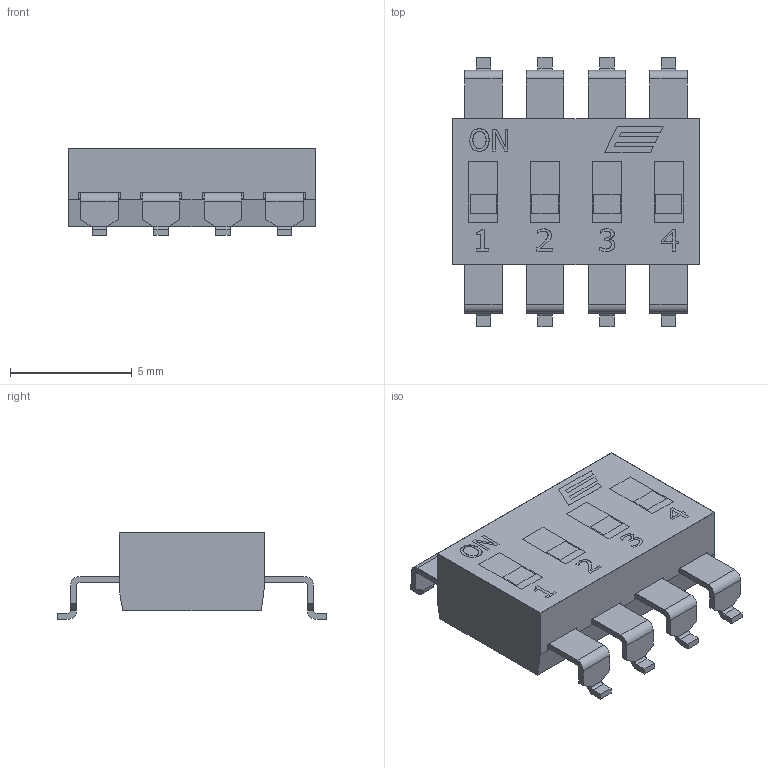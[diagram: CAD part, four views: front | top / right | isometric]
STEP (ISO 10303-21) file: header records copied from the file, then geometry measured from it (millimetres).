
FILE_DESCRIPTION((''),'2;1');
FILE_NAME('KAJ04TGxx.stp','2012-03-21T15:51:19',('banderson'),(''),'Autodesk Inventor 11','Autodesk Inventor 11','');
FILE_SCHEMA(('AUTOMOTIVE_DESIGN { 1 0 10303 214 1 1 1 1 }'));
Length unit declared in the file: millimetre
Products named in the file (5): KAJ04TGxx; KAJ 4 BODY; KAJ 4 TAPE; KAJ TERM G; KAJ TERM G_MIR2
Assembly tree (10 placements, depth 2):
  KAJ04TGxx
    KAJ 4 BODY
    KAJ 4 TAPE
    KAJ TERM G  x4
    KAJ TERM G_MIR2  x4
Bounding box: 10.16 x 11.1 x 3.56 mm (x, y, z)
Volume: 202.4 mm3; surface area: 462.5 mm2
Topology: 10 solids, 10 shells, 372 faces, 953 edges, 622 vertices
Faces by surface type: plane 239, bspline 117, cylinder 16
Entity records: 8611 total; most frequent: CARTESIAN_POINT 2293, ORIENTED_EDGE 1378, DIRECTION 1047, EDGE_CURVE 689, VECTOR 583, LINE 583, VERTEX_POINT 454, EDGE_LOOP 285
